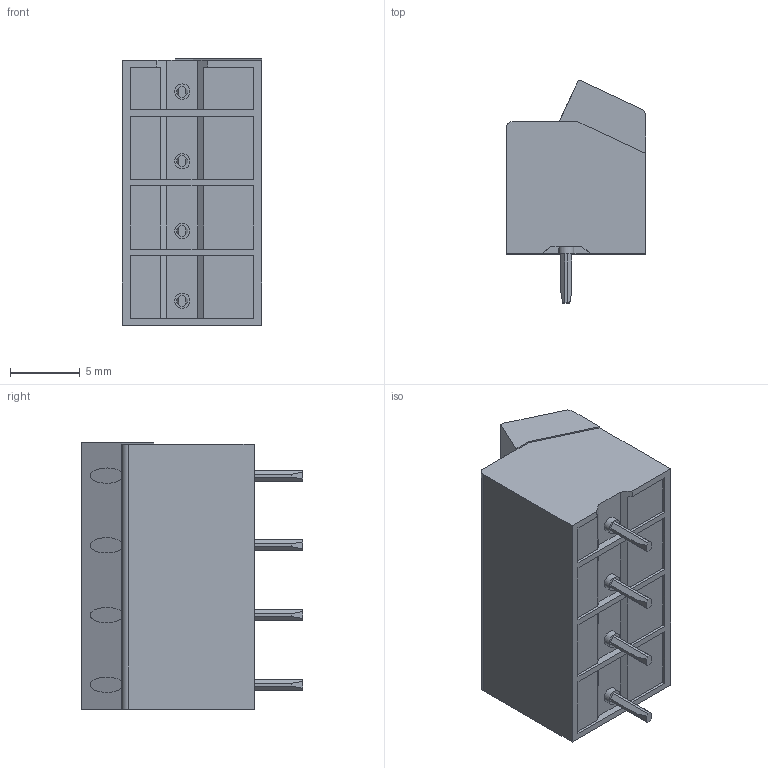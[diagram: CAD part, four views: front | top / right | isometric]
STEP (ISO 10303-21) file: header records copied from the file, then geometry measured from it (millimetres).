
FILE_DESCRIPTION(('SolidDesigner STEP Export'),'2;1');
FILE_NAME('spta_1-4-5.0.stp','2008-08-19T15:38:43',(''),(''),'OneSpace Designer STEP processor for AP214 (Solid Model)','OneSpace Designer 14.50 18-Oct-2006 (C) CoCreate Software GmbH','');
FILE_SCHEMA(('AUTOMOTIVE_DESIGN { 1 0 10303 214 1 1 1 1 }'));
Length unit declared in the file: millimetre
Products named in the file (2): spta_1-4-5.0
Assembly tree (1 placements, depth 2):
  spta_1-4-5.0
    spta_1-4-5.0
Bounding box: 10 x 15.9 x 19.1 mm (x, y, z)
Volume: 1832.3 mm3; surface area: 1278.9 mm2
Topology: 1 solids, 1 shells, 284 faces, 760 edges, 509 vertices
Faces by surface type: plane 192, cylinder 60, extrusion 16, cone 8, torus 8
Entity records: 12859 total; most frequent: CARTESIAN_POINT 3433, ORIENTED_EDGE 1520, DIRECTION 1374, EDGE_CURVE 760, VECTOR 560, LINE 536, VERTEX_POINT 509, AXIS2_PLACEMENT_3D 407
